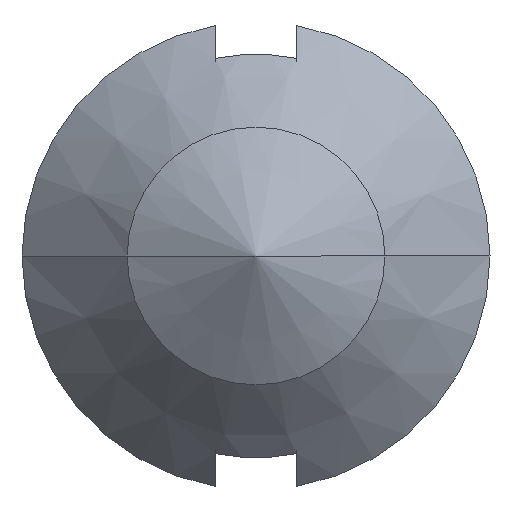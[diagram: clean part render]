
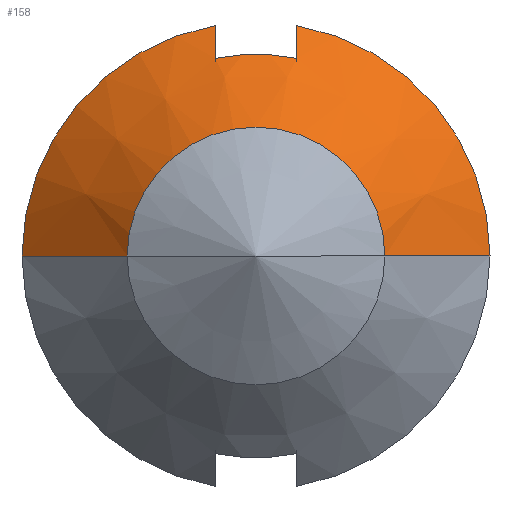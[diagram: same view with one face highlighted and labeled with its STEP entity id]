
A CAD part, front view. The second image highlights one B-rep face of the part: STEP entity #158.
In plain terms, the highlighted conical face has half-angle 45 degrees and reference radius 5.45 mm.
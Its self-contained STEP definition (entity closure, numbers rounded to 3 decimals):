
#2 = CIRCLE ( 'NONE', #318, 4.7 ) ;
#14 = LINE ( 'NONE', #254, #198 ) ;
#16 = DIRECTION ( 'NONE',  ( -1., 0., 0. ) ) ;
#37 = ORIENTED_EDGE ( 'NONE', *, *, #406, .F. ) ;
#47 = DIRECTION ( 'NONE',  ( -1., 0., 0. ) ) ;
#50 = CARTESIAN_POINT ( 'NONE',  ( -0.95, 15.15, 5.367 ) ) ;
#56 = CARTESIAN_POINT ( 'NONE',  ( 0.95, 14.4, 4.603 ) ) ;
#58 = VERTEX_POINT ( 'NONE', #408 ) ;
#67 = EDGE_LOOP ( 'NONE', ( #322, #95, #37, #332, #366, #343, #371, #247 ) ) ;
#71 = CARTESIAN_POINT ( 'NONE',  ( 0.95, 14.65, 4.858 ) ) ;
#73 = EDGE_CURVE ( 'NONE', #393, #164, #375, .T. ) ;
#86 = AXIS2_PLACEMENT_3D ( 'NONE', #422, #285, #16 ) ;
#88 = EDGE_CURVE ( 'NONE', #368, #300, #141, .T. ) ;
#89 = DIRECTION ( 'NONE',  ( 0.707, 0.707, 0. ) ) ;
#91 = CARTESIAN_POINT ( 'NONE',  ( 0., 12.7, 0. ) ) ;
#93 = VECTOR ( 'NONE', #278, 1000. ) ;
#95 = ORIENTED_EDGE ( 'NONE', *, *, #372, .T. ) ;
#113 = EDGE_CURVE ( 'NONE', #58, #327, #156, .T. ) ;
#120 = CARTESIAN_POINT ( 'NONE',  ( 3., 12.7, 0. ) ) ;
#127 = CARTESIAN_POINT ( 'NONE',  ( 0.95, 15.15, 5.367 ) ) ;
#137 = CARTESIAN_POINT ( 'NONE',  ( 0., 14.4, 0. ) ) ;
#141 = B_SPLINE_CURVE_WITH_KNOTS ( 'NONE', 3,
 ( #50, #280, #185, #217 ),
 .UNSPECIFIED., .F., .F.,
 ( 4, 4 ),
 ( 0., 0.001 ),
 .UNSPECIFIED. ) ;
#156 = LINE ( 'NONE', #421, #93 ) ;
#158 = ADVANCED_FACE ( 'NONE', ( #219 ), #250, .T. ) ;
#160 = CARTESIAN_POINT ( 'NONE',  ( -0.95, 15.15, 5.367 ) ) ;
#164 = VERTEX_POINT ( 'NONE', #127 ) ;
#171 = EDGE_CURVE ( 'NONE', #300, #393, #2, .T. ) ;
#179 = CARTESIAN_POINT ( 'NONE',  ( 0.95, 15.15, 5.367 ) ) ;
#185 = CARTESIAN_POINT ( 'NONE',  ( -0.95, 14.65, 4.858 ) ) ;
#196 = DIRECTION ( 'NONE',  ( 0., 0., -1. ) ) ;
#198 = VECTOR ( 'NONE', #89, 1000. ) ;
#205 = CIRCLE ( 'NONE', #299, 3. ) ;
#206 = CARTESIAN_POINT ( 'NONE',  ( 0.95, 14.9, 5.112 ) ) ;
#217 = CARTESIAN_POINT ( 'NONE',  ( -0.95, 14.4, 4.603 ) ) ;
#219 = FACE_OUTER_BOUND ( 'NONE', #67, .T. ) ;
#222 = CARTESIAN_POINT ( 'NONE',  ( 0., 15.15, 0. ) ) ;
#225 = DIRECTION ( 'NONE',  ( 0., 1., 0. ) ) ;
#233 = AXIS2_PLACEMENT_3D ( 'NONE', #222, #225, #399 ) ;
#234 = AXIS2_PLACEMENT_3D ( 'NONE', #417, #287, #47 ) ;
#247 = ORIENTED_EDGE ( 'NONE', *, *, #113, .F. ) ;
#248 = DIRECTION ( 'NONE',  ( -1., 0., 0. ) ) ;
#250 = CONICAL_SURFACE ( 'NONE', #233, 5.45, 0.785 ) ;
#254 = CARTESIAN_POINT ( 'NONE',  ( 5.45, 15.15, 0. ) ) ;
#266 = CIRCLE ( 'NONE', #86, 5.45 ) ;
#278 = DIRECTION ( 'NONE',  ( -0.707, 0.707, 0. ) ) ;
#280 = CARTESIAN_POINT ( 'NONE',  ( -0.95, 14.9, 5.112 ) ) ;
#285 = DIRECTION ( 'NONE',  ( 0., 1., 0. ) ) ;
#287 = DIRECTION ( 'NONE',  ( 0., 1., 0. ) ) ;
#290 = VERTEX_POINT ( 'NONE', #297 ) ;
#297 = CARTESIAN_POINT ( 'NONE',  ( 5.45, 15.15, 0. ) ) ;
#299 = AXIS2_PLACEMENT_3D ( 'NONE', #91, #355, #248 ) ;
#300 = VERTEX_POINT ( 'NONE', #336 ) ;
#318 = AXIS2_PLACEMENT_3D ( 'NONE', #137, #324, #196 ) ;
#322 = ORIENTED_EDGE ( 'NONE', *, *, #376, .T. ) ;
#324 = DIRECTION ( 'NONE',  ( 0., 1., 0. ) ) ;
#327 = VERTEX_POINT ( 'NONE', #340 ) ;
#332 = ORIENTED_EDGE ( 'NONE', *, *, #73, .F. ) ;
#336 = CARTESIAN_POINT ( 'NONE',  ( -0.95, 14.4, 4.603 ) ) ;
#340 = CARTESIAN_POINT ( 'NONE',  ( -5.45, 15.15, 0. ) ) ;
#341 = EDGE_CURVE ( 'NONE', #327, #368, #266, .T. ) ;
#343 = ORIENTED_EDGE ( 'NONE', *, *, #88, .F. ) ;
#355 = DIRECTION ( 'NONE',  ( 0., 1., 0. ) ) ;
#366 = ORIENTED_EDGE ( 'NONE', *, *, #171, .F. ) ;
#368 = VERTEX_POINT ( 'NONE', #160 ) ;
#371 = ORIENTED_EDGE ( 'NONE', *, *, #341, .F. ) ;
#372 = EDGE_CURVE ( 'NONE', #429, #290, #14, .T. ) ;
#374 = CARTESIAN_POINT ( 'NONE',  ( 0.95, 14.4, 4.603 ) ) ;
#375 = B_SPLINE_CURVE_WITH_KNOTS ( 'NONE', 3,
 ( #374, #71, #206, #179 ),
 .UNSPECIFIED., .F., .F.,
 ( 4, 4 ),
 ( 0.013, 0.014 ),
 .UNSPECIFIED. ) ;
#376 = EDGE_CURVE ( 'NONE', #58, #429, #205, .T. ) ;
#393 = VERTEX_POINT ( 'NONE', #56 ) ;
#395 = CIRCLE ( 'NONE', #234, 5.45 ) ;
#399 = DIRECTION ( 'NONE',  ( -1., 0., 0. ) ) ;
#406 = EDGE_CURVE ( 'NONE', #164, #290, #395, .T. ) ;
#408 = CARTESIAN_POINT ( 'NONE',  ( -3., 12.7, 0. ) ) ;
#417 = CARTESIAN_POINT ( 'NONE',  ( 0., 15.15, 0. ) ) ;
#421 = CARTESIAN_POINT ( 'NONE',  ( -5.45, 15.15, 0. ) ) ;
#422 = CARTESIAN_POINT ( 'NONE',  ( 0., 15.15, 0. ) ) ;
#429 = VERTEX_POINT ( 'NONE', #120 ) ;
